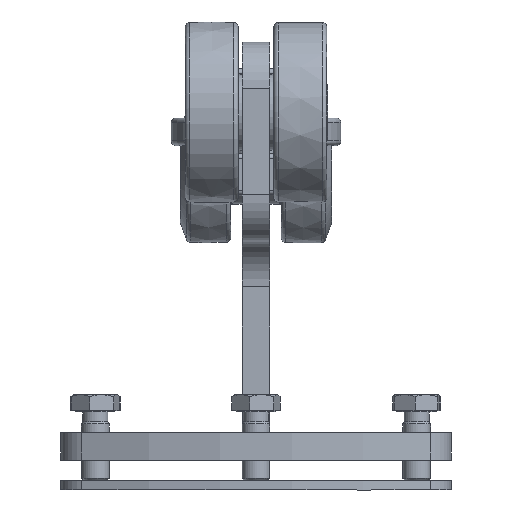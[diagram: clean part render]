
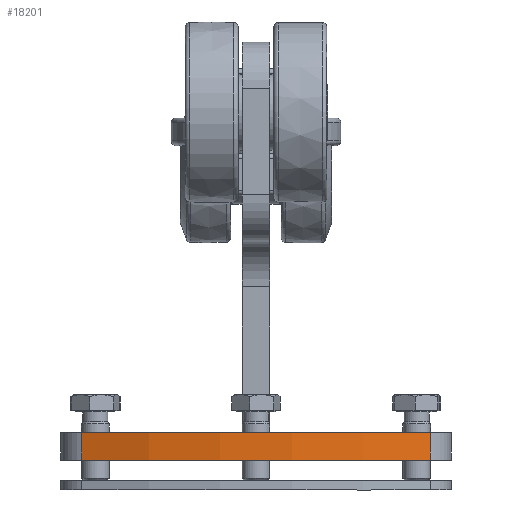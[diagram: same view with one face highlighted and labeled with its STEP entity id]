
A CAD part, front view. The second image highlights one B-rep face of the part: STEP entity #18201.
In plain terms, the highlighted cylindrical face has radius 190.625 mm (diameter 381.25 mm), a partial arc.
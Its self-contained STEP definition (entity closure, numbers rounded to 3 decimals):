
#1473=FACE_OUTER_BOUND('',#2489,.T.);
#2489=EDGE_LOOP('',(#11587,#11588,#11589,#11590));
#3702=LINE('',#26956,#4636);
#3735=LINE('',#27108,#4669);
#4636=VECTOR('',#21530,10.);
#4669=VECTOR('',#21665,10.);
#5575=CIRCLE('',#19286,190.625);
#5598=CIRCLE('',#19314,190.625);
#6884=VERTEX_POINT('',#26953);
#6885=VERTEX_POINT('',#26955);
#6892=VERTEX_POINT('',#26971);
#6928=VERTEX_POINT('',#27053);
#8818=EDGE_CURVE('',#6884,#6885,#3702,.T.);
#8827=EDGE_CURVE('',#6892,#6884,#5575,.T.);
#8867=EDGE_CURVE('',#6885,#6928,#5598,.T.);
#8895=EDGE_CURVE('',#6928,#6892,#3735,.T.);
#11587=ORIENTED_EDGE('',*,*,#8818,.F.);
#11588=ORIENTED_EDGE('',*,*,#8827,.F.);
#11589=ORIENTED_EDGE('',*,*,#8895,.F.);
#11590=ORIENTED_EDGE('',*,*,#8867,.F.);
#16846=CYLINDRICAL_SURFACE('',#19332,190.625);
#18201=ADVANCED_FACE('',(#1473),#16846,.T.);
#19286=AXIS2_PLACEMENT_3D('',#26973,#21545,#21546);
#19314=AXIS2_PLACEMENT_3D('',#27054,#21618,#21619);
#19332=AXIS2_PLACEMENT_3D('',#27109,#21666,#21667);
#21530=DIRECTION('',(0.,0.,-1.));
#21545=DIRECTION('center_axis',(0.,0.,
1.));
#21546=DIRECTION('ref_axis',(-0.446,-0.895,0.));
#21618=DIRECTION('center_axis',(0.,0.,
-1.));
#21619=DIRECTION('ref_axis',(-0.446,-0.895,0.));
#21665=DIRECTION('',(0.,0.,1.));
#21666=DIRECTION('center_axis',(0.,0.,
-1.));
#21667=DIRECTION('ref_axis',(-0.446,-0.895,0.));
#26953=CARTESIAN_POINT('',(81.979,-224.204,-170.));
#26955=CARTESIAN_POINT('',(81.979,-224.204,-182.));
#26956=CARTESIAN_POINT('',(81.979,-224.204,-170.));
#26971=CARTESIAN_POINT('',(-69.979,-224.204,-170.));
#26973=CARTESIAN_POINT('Origin',(6.,-49.375,-170.));
#27053=CARTESIAN_POINT('',(-69.979,-224.204,-182.));
#27054=CARTESIAN_POINT('Origin',(6.,-49.375,-182.));
#27108=CARTESIAN_POINT('',(-69.979,-224.204,-170.));
#27109=CARTESIAN_POINT('Origin',(6.,-49.375,-170.));
